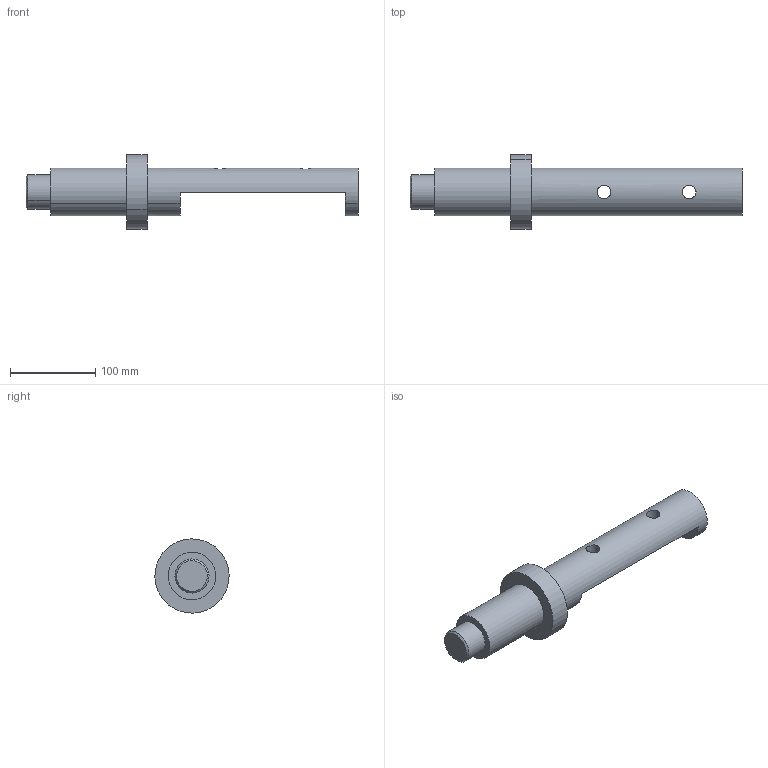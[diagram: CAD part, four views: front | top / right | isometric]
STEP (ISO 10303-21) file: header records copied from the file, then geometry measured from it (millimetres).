
FILE_DESCRIPTION(('CATIA V5 STEP Exchange'),'2;1');
FILE_NAME('Shaft.stp','2022-03-20T02:10:58+00:00',('none'),('none'),'CATIA Version 5 Release 21 GA (IN-10)','CATIA V5 STEP AP203','none');
FILE_SCHEMA(('CONFIG_CONTROL_DESIGN'));
Length unit declared in the file: millimetre
Products named in the file (1): Shaft
Bounding box: 389.8 x 87.18 x 87.18 mm (x, y, z)
Volume: 759381.6 mm3; surface area: 79484.9 mm2
Topology: 1 solids, 1 shells, 22 faces, 49 edges, 32 vertices
Faces by surface type: cylinder 12, plane 8, cone 2
Entity records: 660 total; most frequent: CARTESIAN_POINT 153, ORIENTED_EDGE 98, DIRECTION 75, EDGE_CURVE 49, AXIS2_PLACEMENT_3D 42, VERTEX_POINT 32, EDGE_LOOP 29, CIRCLE 26
